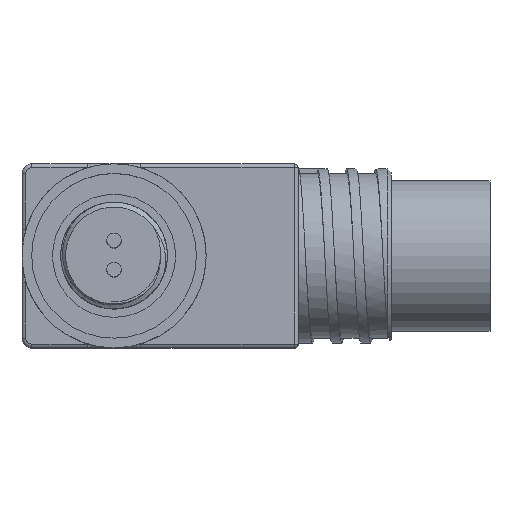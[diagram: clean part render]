
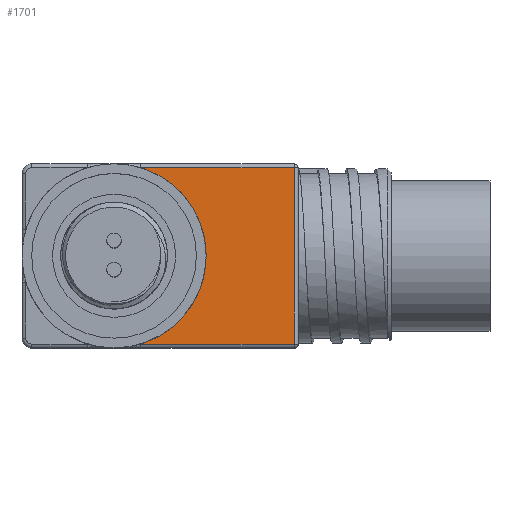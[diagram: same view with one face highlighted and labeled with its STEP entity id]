
A CAD part, top view. The second image highlights one B-rep face of the part: STEP entity #1701.
In plain terms, the highlighted planar face has unit normal (0, 0, 1).
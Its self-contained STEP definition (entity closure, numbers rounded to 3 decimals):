
#106=CIRCLE($,#1842,9.5);
#298=FACE_OUTER_BOUND($,#411,.T.);
#411=EDGE_LOOP($,(#1379,#1380,#1381,#1382));
#517=LINE($,#5530,#623);
#520=LINE($,#5544,#626);
#527=LINE($,#5573,#633);
#623=VECTOR($,#2091,15.872);
#626=VECTOR($,#2106,15.872);
#633=VECTOR($,#2141,18.2);
#754=VERTEX_POINT($,#5523);
#756=VERTEX_POINT($,#5528);
#757=VERTEX_POINT($,#5533);
#760=VERTEX_POINT($,#5540);
#942=EDGE_CURVE($,#756,#754,#517,.T.);
#949=EDGE_CURVE($,#757,#760,#520,.T.);
#964=EDGE_CURVE($,#754,#757,#527,.T.);
#1003=EDGE_CURVE($,#756,#760,#106,.T.);
#1379=ORIENTED_EDGE($,*,*,#949,.F.);
#1380=ORIENTED_EDGE($,*,*,#964,.F.);
#1381=ORIENTED_EDGE($,*,*,#942,.F.);
#1382=ORIENTED_EDGE($,*,*,#1003,.T.);
#1508=PLANE($,#1841);
#1701=ADVANCED_FACE($,(#298),#1508,.T.);
#1841=AXIS2_PLACEMENT_3D($,#5833,#2209,#2210);
#1842=AXIS2_PLACEMENT_3D($,#5834,#2211,#2212);
#2091=DIRECTION($,(1.,0.,0.));
#2106=DIRECTION($,(-1.,0.,0.));
#2141=DIRECTION($,(0.,-1.,0.));
#2209=DIRECTION('center_axis',(0.,0.,1.));
#2210=DIRECTION('ref_axis',(1.,0.,0.));
#2211=DIRECTION('center_axis',(0.,0.,-1.));
#2212=DIRECTION('ref_axis',(-1.,0.,0.));
#5523=CARTESIAN_POINT('',(18.6,9.1,0.));
#5528=CARTESIAN_POINT('',(2.728,9.1,0.));
#5530=CARTESIAN_POINT($,(11.875,9.1,0.));
#5533=CARTESIAN_POINT('',(18.6,-9.1,0.));
#5540=CARTESIAN_POINT('',(2.728,-9.1,0.));
#5544=CARTESIAN_POINT($,(-2.375,-9.1,0.));
#5573=CARTESIAN_POINT($,(18.6,-4.75,0.));
#5833=CARTESIAN_POINT('Origin',(4.75,0.,0.));
#5834=CARTESIAN_POINT('Origin',(0.,0.,0.));
